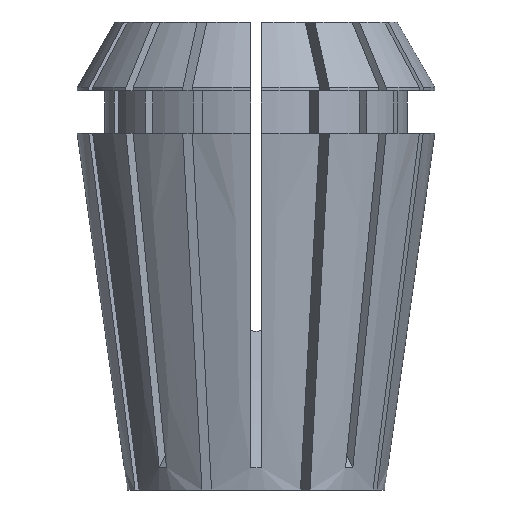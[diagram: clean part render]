
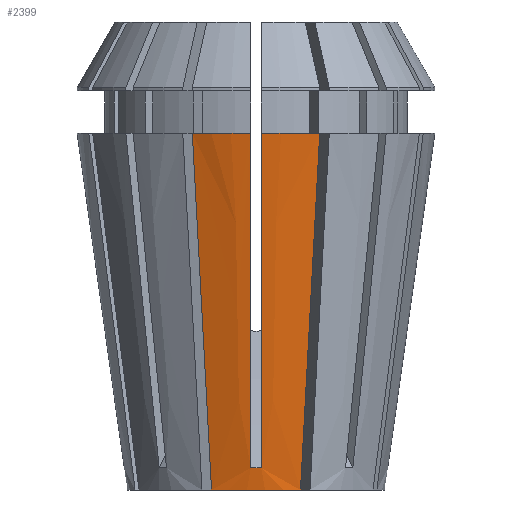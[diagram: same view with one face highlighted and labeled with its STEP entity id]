
A CAD part, left-side view. The second image highlights one B-rep face of the part: STEP entity #2399.
In plain terms, the highlighted conical face has half-angle 8 degrees and reference radius 9.36 mm.
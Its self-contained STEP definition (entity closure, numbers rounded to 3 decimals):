
#25 = CARTESIAN_POINT ( 'NONE',  ( -12.736, -0.375, 24.059 ) ) ;
#62 = CARTESIAN_POINT ( 'NONE',  ( -12.477, -0.375, 22.218 ) ) ;
#85 = CARTESIAN_POINT ( 'NONE',  ( -9.579, 0.375, 1.608 ) ) ;
#154 = CARTESIAN_POINT ( 'NONE',  ( -12.149, 4.626, 25.9 ) ) ;
#170 = EDGE_CURVE ( 'NONE', #4307, #477, #3453, .T. ) ;
#217 = CARTESIAN_POINT ( 'NONE',  ( 0., 0., 25.9 ) ) ;
#258 = VERTEX_POINT ( 'NONE', #1033 ) ;
#267 = EDGE_CURVE ( 'NONE', #1944, #559, #1635, .T. ) ;
#313 = CARTESIAN_POINT ( 'NONE',  ( -8.784, -3.233, 0. ) ) ;
#457 = CARTESIAN_POINT ( 'NONE',  ( -12.218, -0.375, 20.378 ) ) ;
#477 = VERTEX_POINT ( 'NONE', #2432 ) ;
#502 = CARTESIAN_POINT ( 'NONE',  ( -12.477, 0.375, 22.218 ) ) ;
#508 = CARTESIAN_POINT ( 'NONE',  ( -9.587, 0.125, 1.597 ) ) ;
#534 = CARTESIAN_POINT ( 'NONE',  ( -9.817, 0.375, 3.298 ) ) ;
#559 = VERTEX_POINT ( 'NONE', #834 ) ;
#580 = B_SPLINE_CURVE_WITH_KNOTS ( 'NONE', 3,
 ( #3310, #1201, #3687, #3730, #728, #1612, #5521 ),
 .UNSPECIFIED., .F., .F.,
 ( 4, 3, 4 ),
 ( 0., 0.023, 0.026 ),
 .UNSPECIFIED. ) ;
#612 = EDGE_LOOP ( 'NONE', ( #3797, #2556, #2872, #4900, #4908, #2349, #3558, #944 ) ) ;
#728 = CARTESIAN_POINT ( 'NONE',  ( -9.07, -3.351, 2.199 ) ) ;
#834 = CARTESIAN_POINT ( 'NONE',  ( -8.784, 3.233, 0. ) ) ;
#893 = CARTESIAN_POINT ( 'NONE',  ( -11.418, -0.375, 14.685 ) ) ;
#917 = DIRECTION ( 'NONE',  ( 0., 0., -1. ) ) ;
#944 = ORIENTED_EDGE ( 'NONE', *, *, #4694, .F. ) ;
#999 = CARTESIAN_POINT ( 'NONE',  ( -9.737, 0.375, 2.735 ) ) ;
#1033 = CARTESIAN_POINT ( 'NONE',  ( -12.995, -0.375, 25.9 ) ) ;
#1201 = CARTESIAN_POINT ( 'NONE',  ( -11.171, -4.221, 18.366 ) ) ;
#1367 = CARTESIAN_POINT ( 'NONE',  ( -11.418, 0.375, 14.685 ) ) ;
#1384 = AXIS2_PLACEMENT_3D ( 'NONE', #2587, #4761, #2635 ) ;
#1415 = CARTESIAN_POINT ( 'NONE',  ( -9.658, 0.375, 2.171 ) ) ;
#1480 = CARTESIAN_POINT ( 'NONE',  ( -8.784, 3.233, 0. ) ) ;
#1495 = EDGE_CURVE ( 'NONE', #258, #477, #4608, .T. ) ;
#1612 = CARTESIAN_POINT ( 'NONE',  ( -8.927, -3.292, 1.099 ) ) ;
#1635 = B_SPLINE_CURVE_WITH_KNOTS ( 'NONE', 3,
 ( #154, #2752, #3197, #4026, #4845, #1877, #1480 ),
 .UNSPECIFIED., .F., .F.,
 ( 4, 3, 4 ),
 ( 0., 0.023, 0.026 ),
 .UNSPECIFIED. ) ;
#1706 = CIRCLE ( 'NONE', #2730, 13. ) ;
#1733 = CARTESIAN_POINT ( 'NONE',  ( -12.149, 4.626, 25.9 ) ) ;
#1748 = AXIS2_PLACEMENT_3D ( 'NONE', #5080, #3336, #2047 ) ;
#1753 = CARTESIAN_POINT ( 'NONE',  ( -9.658, -0.375, 2.171 ) ) ;
#1774 = VERTEX_POINT ( 'NONE', #3327 ) ;
#1877 = CARTESIAN_POINT ( 'NONE',  ( -8.927, 3.292, 1.099 ) ) ;
#1944 = VERTEX_POINT ( 'NONE', #1733 ) ;
#2047 = DIRECTION ( 'NONE',  ( -1., 0., 0. ) ) ;
#2170 = CARTESIAN_POINT ( 'NONE',  ( -12.995, -0.375, 25.9 ) ) ;
#2185 = CARTESIAN_POINT ( 'NONE',  ( -9.737, -0.375, 2.735 ) ) ;
#2349 = ORIENTED_EDGE ( 'NONE', *, *, #1495, .T. ) ;
#2366 = DIRECTION ( 'NONE',  ( 0., 0., -1. ) ) ;
#2399 = ADVANCED_FACE ( 'NONE', ( #5157 ), #2841, .T. ) ;
#2432 = CARTESIAN_POINT ( 'NONE',  ( -9.579, -0.375, 1.608 ) ) ;
#2458 = EDGE_CURVE ( 'NONE', #1774, #1944, #1706, .T. ) ;
#2556 = ORIENTED_EDGE ( 'NONE', *, *, #267, .T. ) ;
#2587 = CARTESIAN_POINT ( 'NONE',  ( 0., 0., 0. ) ) ;
#2635 = DIRECTION ( 'NONE',  ( 1., 0., 0. ) ) ;
#2643 = CARTESIAN_POINT ( 'NONE',  ( -12.218, 0.375, 20.378 ) ) ;
#2665 = DIRECTION ( 'NONE',  ( -1., 0., 0. ) ) ;
#2730 = AXIS2_PLACEMENT_3D ( 'NONE', #217, #2366, #4928 ) ;
#2739 = CARTESIAN_POINT ( 'NONE',  ( -9.579, 0.375, 1.608 ) ) ;
#2752 = CARTESIAN_POINT ( 'NONE',  ( -11.171, 4.221, 18.366 ) ) ;
#2841 = CONICAL_SURFACE ( 'NONE', #1384, 9.36, 0.14 ) ;
#2872 = ORIENTED_EDGE ( 'NONE', *, *, #5060, .F. ) ;
#3067 = CARTESIAN_POINT ( 'NONE',  ( -9.817, -0.375, 3.298 ) ) ;
#3197 = CARTESIAN_POINT ( 'NONE',  ( -10.192, 3.816, 10.832 ) ) ;
#3310 = CARTESIAN_POINT ( 'NONE',  ( -12.149, -4.626, 25.9 ) ) ;
#3327 = CARTESIAN_POINT ( 'NONE',  ( -12.995, 0.375, 25.9 ) ) ;
#3336 = DIRECTION ( 'NONE',  ( 0., 0., -1. ) ) ;
#3453 = B_SPLINE_CURVE_WITH_KNOTS ( 'NONE', 3,
 ( #4333, #508, #3504, #3930 ),
 .UNSPECIFIED., .F., .F.,
 ( 4, 4 ),
 ( 0., 0.001 ),
 .UNSPECIFIED. ) ;
#3504 = CARTESIAN_POINT ( 'NONE',  ( -9.587, -0.125, 1.597 ) ) ;
#3543 = CARTESIAN_POINT ( 'NONE',  ( -12.736, 0.375, 24.059 ) ) ;
#3558 = ORIENTED_EDGE ( 'NONE', *, *, #170, .F. ) ;
#3687 = CARTESIAN_POINT ( 'NONE',  ( -10.192, -3.816, 10.832 ) ) ;
#3730 = CARTESIAN_POINT ( 'NONE',  ( -9.213, -3.41, 3.298 ) ) ;
#3786 = CIRCLE ( 'NONE', #1748, 9.36 ) ;
#3797 = ORIENTED_EDGE ( 'NONE', *, *, #2458, .T. ) ;
#3903 = EDGE_CURVE ( 'NONE', #4032, #4495, #580, .T. ) ;
#3906 = CARTESIAN_POINT ( 'NONE',  ( 0., 0., 25.9 ) ) ;
#3930 = CARTESIAN_POINT ( 'NONE',  ( -9.579, -0.375, 1.608 ) ) ;
#4019 = CIRCLE ( 'NONE', #5260, 13. ) ;
#4026 = CARTESIAN_POINT ( 'NONE',  ( -9.213, 3.41, 3.298 ) ) ;
#4032 = VERTEX_POINT ( 'NONE', #4288 ) ;
#4135 = EDGE_CURVE ( 'NONE', #4032, #258, #4019, .T. ) ;
#4288 = CARTESIAN_POINT ( 'NONE',  ( -12.149, -4.626, 25.9 ) ) ;
#4304 = CARTESIAN_POINT ( 'NONE',  ( -10.617, -0.375, 8.991 ) ) ;
#4307 = VERTEX_POINT ( 'NONE', #2739 ) ;
#4333 = CARTESIAN_POINT ( 'NONE',  ( -9.579, 0.375, 1.608 ) ) ;
#4495 = VERTEX_POINT ( 'NONE', #313 ) ;
#4608 = B_SPLINE_CURVE_WITH_KNOTS ( 'NONE', 3,
 ( #2170, #25, #62, #457, #893, #4304, #3067, #2185, #1753, #4747 ),
 .UNSPECIFIED., .F., .F.,
 ( 4, 3, 3, 4 ),
 ( 0.051, 0.056, 0.074, 0.075 ),
 .UNSPECIFIED. ) ;
#4694 = EDGE_CURVE ( 'NONE', #1774, #4307, #5219, .T. ) ;
#4747 = CARTESIAN_POINT ( 'NONE',  ( -9.579, -0.375, 1.608 ) ) ;
#4761 = DIRECTION ( 'NONE',  ( 0., 0., 1. ) ) ;
#4808 = CARTESIAN_POINT ( 'NONE',  ( -10.617, 0.375, 8.991 ) ) ;
#4845 = CARTESIAN_POINT ( 'NONE',  ( -9.07, 3.351, 2.199 ) ) ;
#4900 = ORIENTED_EDGE ( 'NONE', *, *, #3903, .F. ) ;
#4908 = ORIENTED_EDGE ( 'NONE', *, *, #4135, .T. ) ;
#4928 = DIRECTION ( 'NONE',  ( -1., 0., 0. ) ) ;
#5060 = EDGE_CURVE ( 'NONE', #4495, #559, #3786, .T. ) ;
#5080 = CARTESIAN_POINT ( 'NONE',  ( 0., 0., 0. ) ) ;
#5157 = FACE_OUTER_BOUND ( 'NONE', #612, .T. ) ;
#5219 = B_SPLINE_CURVE_WITH_KNOTS ( 'NONE', 3,
 ( #5246, #3543, #502, #2643, #1367, #4808, #534, #999, #1415, #85 ),
 .UNSPECIFIED., .F., .F.,
 ( 4, 3, 3, 4 ),
 ( 0.051, 0.056, 0.074, 0.075 ),
 .UNSPECIFIED. ) ;
#5246 = CARTESIAN_POINT ( 'NONE',  ( -12.995, 0.375, 25.9 ) ) ;
#5260 = AXIS2_PLACEMENT_3D ( 'NONE', #3906, #917, #2665 ) ;
#5521 = CARTESIAN_POINT ( 'NONE',  ( -8.784, -3.233, 0. ) ) ;
